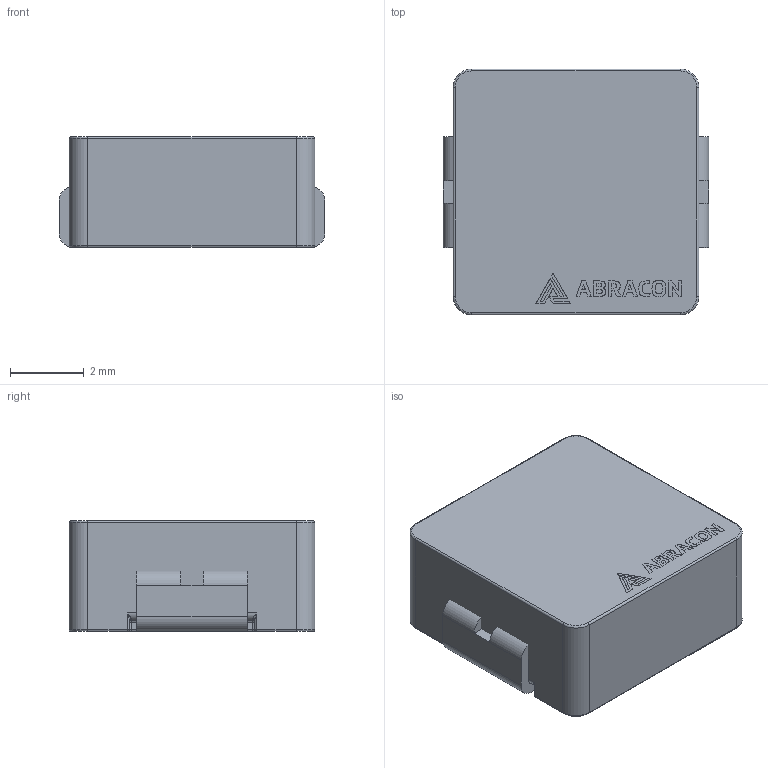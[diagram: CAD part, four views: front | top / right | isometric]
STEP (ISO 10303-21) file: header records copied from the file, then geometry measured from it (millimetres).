
FILE_DESCRIPTION(/* description */ (''),/* implementation_level */ '2;1');
FILE_NAME(/* name */ 'Abracon ASPI-0630LR-100M-T15.stp',/* time_stamp */ '2021-06-26T05:36:04-04:00',/* author */ ('rabri'),/* organization */ (''),/* preprocessor_version */ 'ST-DEVELOPER v18',/* originating_system */ 'Autodesk Inventor 2020',/* authorisation */ '');
FILE_SCHEMA (('AUTOMOTIVE_DESIGN { 1 0 10303 214 3 1 1 }'));
Length unit declared in the file: millimetre
Products named in the file (4): Abracon ASPI-0630LR-100M-T15; body; terminal; logo
Assembly tree (3 placements, depth 2):
  Abracon ASPI-0630LR-100M-T15
    body
    terminal
    logo
Bounding box: 7.2 x 6.65 x 3 mm (x, y, z)
Volume: 134.6 mm3; surface area: 222.2 mm2
Topology: 11 solids, 11 shells, 310 faces, 800 edges, 508 vertices
Faces by surface type: plane 131, bspline 107, cylinder 48, torus 16, sphere 8
Entity records: 10134 total; most frequent: CARTESIAN_POINT 3032, ORIENTED_EDGE 1592, DIRECTION 1154, EDGE_CURVE 796, VERTEX_POINT 508, LINE 470, VECTOR 470, AXIS2_PLACEMENT_3D 342
